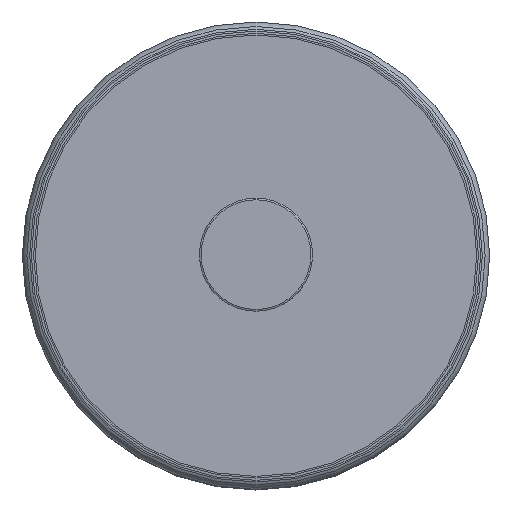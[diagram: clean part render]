
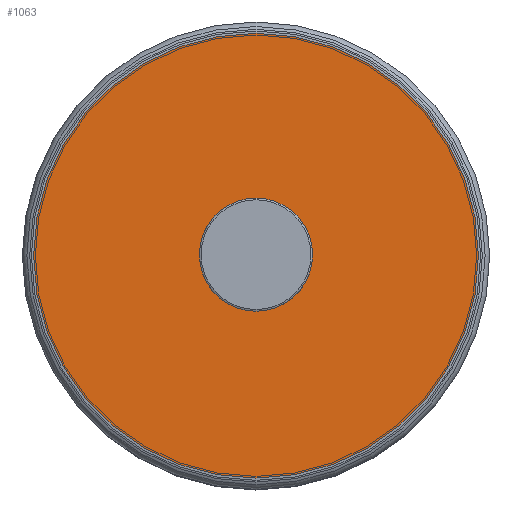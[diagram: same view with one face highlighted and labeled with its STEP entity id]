
A CAD part, top view. The second image highlights one B-rep face of the part: STEP entity #1063.
In plain terms, the highlighted face is planar.
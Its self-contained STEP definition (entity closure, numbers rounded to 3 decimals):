
#202=PLANE('',#1257);
#451=ORIENTED_EDGE('',*,*,#596,.T.);
#452=ORIENTED_EDGE('',*,*,#598,.F.);
#596=EDGE_CURVE('',#690,#690,#760,.T.);
#598=EDGE_CURVE('',#692,#692,#762,.T.);
#690=VERTEX_POINT('',#1957);
#692=VERTEX_POINT('',#1962);
#760=CIRCLE('',#1251,3.25);
#762=CIRCLE('',#1254,39.3);
#851=EDGE_LOOP('',(#451));
#852=EDGE_LOOP('',(#452));
#953=FACE_BOUND('',#851,.T.);
#954=FACE_BOUND('',#852,.T.);
#1063=ADVANCED_FACE('',(#953,#954),#202,.T.);
#1251=AXIS2_PLACEMENT_3D('',#1956,#1564,#1565);
#1254=AXIS2_PLACEMENT_3D('',#1961,#1570,#1571);
#1257=AXIS2_PLACEMENT_3D('',#1966,#1576,#1577);
#1564=DIRECTION('',(0.,-1.,0.));
#1565=DIRECTION('',(0.,0.,1.));
#1570=DIRECTION('',(0.,-1.,0.));
#1571=DIRECTION('',(-1.,0.,0.));
#1576=DIRECTION('',(0.,1.,0.));
#1577=DIRECTION('',(1.,0.,0.));
#1956=CARTESIAN_POINT('',(8159.877,-4326.647,165.85));
#1957=CARTESIAN_POINT('',(8159.877,-4326.647,169.1));
#1961=CARTESIAN_POINT('',(8159.877,-4326.647,165.85));
#1962=CARTESIAN_POINT('',(8199.177,-4326.647,165.85));
#1966=CARTESIAN_POINT('',(8159.877,-4326.647,165.85));
